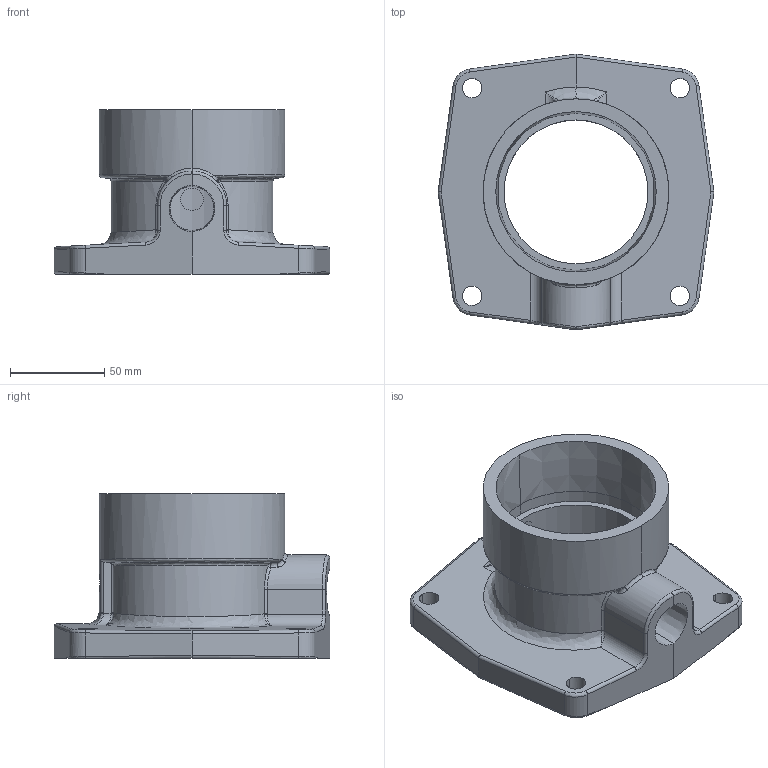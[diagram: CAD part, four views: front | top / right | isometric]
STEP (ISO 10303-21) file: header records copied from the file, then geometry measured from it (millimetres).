
FILE_DESCRIPTION((''),'2;1');
FILE_NAME('C20023','2012-01-27T',('jdetw'),(''),'PRO/ENGINEER BY PARAMETRIC TECHNOLOGY CORPORATION, 2011180','PRO/ENGINEER BY PARAMETRIC TECHNOLOGY CORPORATION, 2011180','');
FILE_SCHEMA(('CONFIG_CONTROL_DESIGN'));
Length unit declared in the file: inch
Products named in the file (1): C20023
Bounding box: 146.05 x 146.05 x 87.3 mm (x, y, z)
Volume: 365645.1 mm3; surface area: 85309.2 mm2
Topology: 1 solids, 1 shells, 119 faces, 281 edges, 164 vertices
Faces by surface type: cylinder 51, bspline 42, plane 18, cone 6, sphere 2
Entity records: 6781 total; most frequent: CARTESIAN_POINT 4365, ORIENTED_EDGE 562, DIRECTION 383, EDGE_CURVE 281, VERTEX_POINT 164, AXIS2_PLACEMENT_3D 146, EDGE_LOOP 131, B_SPLINE_CURVE_WITH_KNOTS 121
